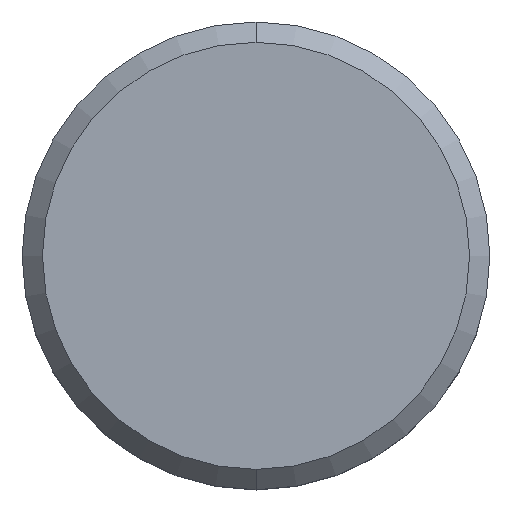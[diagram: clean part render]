
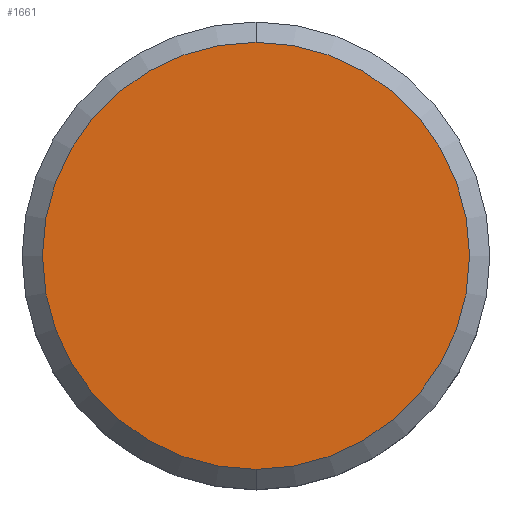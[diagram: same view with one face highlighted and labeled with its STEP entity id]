
A CAD part, top view. The second image highlights one B-rep face of the part: STEP entity #1661.
In plain terms, the highlighted planar face has unit normal (0, 0, 1).
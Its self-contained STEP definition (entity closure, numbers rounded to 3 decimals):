
#17 = FACE_OUTER_BOUND ( 'NONE', #826, .T. ) ;
#143 = CIRCLE ( 'NONE', #866, 52.5 ) ;
#198 = DIRECTION ( 'NONE',  ( 0., -1., 0. ) ) ;
#315 = AXIS2_PLACEMENT_3D ( 'NONE', #750, #1277, #607 ) ;
#448 = PLANE ( 'NONE',  #1416 ) ;
#459 = CIRCLE ( 'NONE', #315, 52.5 ) ;
#527 = EDGE_CURVE ( 'NONE', #1509, #1360, #459, .T. ) ;
#561 = DIRECTION ( 'NONE',  ( 0., -1., 0. ) ) ;
#607 = DIRECTION ( 'NONE',  ( 0., -1., 0. ) ) ;
#750 = CARTESIAN_POINT ( 'NONE',  ( 0., 0., 56.5 ) ) ;
#779 = CARTESIAN_POINT ( 'NONE',  ( 0., 52.5, 56.5 ) ) ;
#794 = ORIENTED_EDGE ( 'NONE', *, *, #527, .T. ) ;
#826 = EDGE_LOOP ( 'NONE', ( #1333, #794 ) ) ;
#851 = DIRECTION ( 'NONE',  ( 0., 0., 1. ) ) ;
#866 = AXIS2_PLACEMENT_3D ( 'NONE', #1351, #1337, #561 ) ;
#1094 = EDGE_CURVE ( 'NONE', #1360, #1509, #143, .T. ) ;
#1277 = DIRECTION ( 'NONE',  ( 0., 0., 1. ) ) ;
#1333 = ORIENTED_EDGE ( 'NONE', *, *, #1094, .T. ) ;
#1337 = DIRECTION ( 'NONE',  ( 0., 0., 1. ) ) ;
#1351 = CARTESIAN_POINT ( 'NONE',  ( 0., 0., 56.5 ) ) ;
#1360 = VERTEX_POINT ( 'NONE', #779 ) ;
#1416 = AXIS2_PLACEMENT_3D ( 'NONE', #1621, #851, #198 ) ;
#1509 = VERTEX_POINT ( 'NONE', #1569 ) ;
#1569 = CARTESIAN_POINT ( 'NONE',  ( 0., -52.5, 56.5 ) ) ;
#1621 = CARTESIAN_POINT ( 'NONE',  ( 0., 0., 56.5 ) ) ;
#1661 = ADVANCED_FACE ( 'NONE', ( #17 ), #448, .T. ) ;
